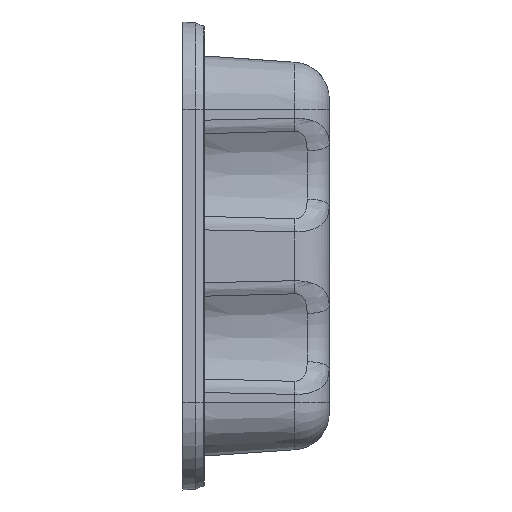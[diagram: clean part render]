
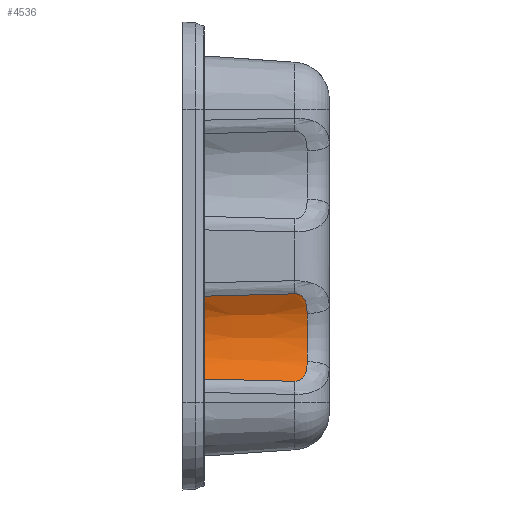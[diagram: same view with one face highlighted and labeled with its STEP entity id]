
A CAD part, left-side view. The second image highlights one B-rep face of the part: STEP entity #4536.
In plain terms, the highlighted conical face has half-angle 4 degrees and reference radius 12.294 mm.
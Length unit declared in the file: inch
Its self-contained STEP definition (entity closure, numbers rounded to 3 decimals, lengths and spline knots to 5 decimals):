
#3995 = VERTEX_POINT ( 'NONE', #15499 ) ;
#3999 = VERTEX_POINT ( 'NONE', #15546 ) ;
#4001 = EDGE_CURVE ( 'NONE', #3995, #3999, #15544, .T. ) ;
#4045 = EDGE_CURVE ( 'NONE', #4067, #3995, #15890, .T. ) ;
#4060 = VERTEX_POINT ( 'NONE', #15974 ) ;
#4062 = EDGE_CURVE ( 'NONE', #3999, #4060, #15971, .T. ) ;
#4067 = VERTEX_POINT ( 'NONE', #16104 ) ;
#4107 = VERTEX_POINT ( 'NONE', #16341 ) ;
#4519 = ORIENTED_EDGE ( 'NONE', *, *, #4001, .T. ) ;
#4520 = ORIENTED_EDGE ( 'NONE', *, *, #4062, .T. ) ;
#4534 = EDGE_CURVE ( 'NONE', #4060, #4107, #19213, .T. ) ;
#4536 = ADVANCED_FACE ( 'NONE', ( #19212 ), #19249, .F. ) ;
#4537 = EDGE_LOOP ( 'NONE', ( #4538, #4539, #4543, #4545, #4519, #4520 ) ) ;
#4538 = ORIENTED_EDGE ( 'NONE', *, *, #4534, .T. ) ;
#4539 = ORIENTED_EDGE ( 'NONE', *, *, #4540, .T. ) ;
#4540 = EDGE_CURVE ( 'NONE', #4107, #4542, #19244, .T. ) ;
#4542 = VERTEX_POINT ( 'NONE', #19239 ) ;
#4543 = ORIENTED_EDGE ( 'NONE', *, *, #4544, .T. ) ;
#4544 = EDGE_CURVE ( 'NONE', #4542, #4067, #19236, .T. ) ;
#4545 = ORIENTED_EDGE ( 'NONE', *, *, #4045, .T. ) ;
#15499 = CARTESIAN_POINT ( 'NONE',  ( -2.46381, -0.84116, -0.71474 ) ) ;
#15540 = DIRECTION ( 'NONE',  ( 0., 0., 1. ) ) ;
#15541 = DIRECTION ( 'NONE',  ( 0., -1., 0. ) ) ;
#15542 = CARTESIAN_POINT ( 'NONE',  ( -2.978, -0.84116, -0.552 ) ) ;
#15543 = AXIS2_PLACEMENT_3D ( 'NONE', #15542, #15541, #15540 ) ;
#15544 = CIRCLE ( 'NONE', #15543, 0.53932 ) ;
#15546 = CARTESIAN_POINT ( 'NONE',  ( -2.46381, -0.84116, -0.38926 ) ) ;
#15860 = CARTESIAN_POINT ( 'NONE',  ( -2.53227, -0.77346, -0.84717 ) ) ;
#15861 = CARTESIAN_POINT ( 'NONE',  ( -2.53366, -0.76552, -0.84824 ) ) ;
#15862 = CARTESIAN_POINT ( 'NONE',  ( -2.5342, -0.75744, -0.84803 ) ) ;
#15890 = B_SPLINE_CURVE_WITH_KNOTS ( 'NONE', 3,
 ( #15862, #15861, #15860, #15922, #15921, #15920, #15919, #15918, #15917, #15916, #15915, #15914, #15913, #15912 ),
 .UNSPECIFIED., .F., .F.,
 ( 4, 2, 2, 2, 2, 2, 4 ),
 ( 0., 0.00062, 0.00123, 0.00185, 0.00247, 0.0037, 0.00493 ),
 .UNSPECIFIED. ) ;
#15912 = CARTESIAN_POINT ( 'NONE',  ( -2.46381, -0.84116, -0.71474 ) ) ;
#15913 = CARTESIAN_POINT ( 'NONE',  ( -2.46863, -0.84116, -0.72995 ) ) ;
#15914 = CARTESIAN_POINT ( 'NONE',  ( -2.4742, -0.84054, -0.74503 ) ) ;
#15915 = CARTESIAN_POINT ( 'NONE',  ( -2.48669, -0.83657, -0.77424 ) ) ;
#15916 = CARTESIAN_POINT ( 'NONE',  ( -2.49371, -0.83319, -0.78855 ) ) ;
#15917 = CARTESIAN_POINT ( 'NONE',  ( -2.50451, -0.82451, -0.80788 ) ) ;
#15918 = CARTESIAN_POINT ( 'NONE',  ( -2.50815, -0.82102, -0.814 ) ) ;
#15919 = CARTESIAN_POINT ( 'NONE',  ( -2.51538, -0.81233, -0.82537 ) ) ;
#15920 = CARTESIAN_POINT ( 'NONE',  ( -2.51892, -0.80718, -0.83054 ) ) ;
#15921 = CARTESIAN_POINT ( 'NONE',  ( -2.52529, -0.79514, -0.83921 ) ) ;
#15922 = CARTESIAN_POINT ( 'NONE',  ( -2.52804, -0.7884, -0.8426 ) ) ;
#15951 = CARTESIAN_POINT ( 'NONE',  ( -2.52802, -0.78844, -0.26142 ) ) ;
#15952 = CARTESIAN_POINT ( 'NONE',  ( -2.52519, -0.79534, -0.26491 ) ) ;
#15953 = CARTESIAN_POINT ( 'NONE',  ( -2.51885, -0.80729, -0.27356 ) ) ;
#15954 = CARTESIAN_POINT ( 'NONE',  ( -2.51528, -0.81248, -0.27878 ) ) ;
#15955 = CARTESIAN_POINT ( 'NONE',  ( -2.50804, -0.82114, -0.29019 ) ) ;
#15956 = CARTESIAN_POINT ( 'NONE',  ( -2.50438, -0.82464, -0.29634 ) ) ;
#15957 = CARTESIAN_POINT ( 'NONE',  ( -2.49711, -0.83044, -0.30938 ) ) ;
#15958 = CARTESIAN_POINT ( 'NONE',  ( -2.49351, -0.83273, -0.31628 ) ) ;
#15959 = CARTESIAN_POINT ( 'NONE',  ( -2.48669, -0.8363, -0.33024 ) ) ;
#15960 = CARTESIAN_POINT ( 'NONE',  ( -2.48344, -0.83761, -0.33736 ) ) ;
#15961 = CARTESIAN_POINT ( 'NONE',  ( -2.47417, -0.84053, -0.35905 ) ) ;
#15962 = CARTESIAN_POINT ( 'NONE',  ( -2.46864, -0.84116, -0.37403 ) ) ;
#15963 = CARTESIAN_POINT ( 'NONE',  ( -2.46381, -0.84116, -0.38926 ) ) ;
#15971 = B_SPLINE_CURVE_WITH_KNOTS ( 'NONE', 3,
 ( #15963, #15962, #15961, #15960, #15959, #15958, #15957, #15956, #15955, #15954, #15953, #15952, #15951, #16000, #15999, #15998 ),
 .UNSPECIFIED., .F., .F.,
 ( 4, 2, 2, 2, 2, 2, 2, 4 ),
 ( 0.0135, 0.01473, 0.01535, 0.01596, 0.01658, 0.0172, 0.01781, 0.01843 ),
 .UNSPECIFIED. ) ;
#15974 = CARTESIAN_POINT ( 'NONE',  ( -2.5342, -0.75744, -0.25597 ) ) ;
#15998 = CARTESIAN_POINT ( 'NONE',  ( -2.5342, -0.75744, -0.25597 ) ) ;
#15999 = CARTESIAN_POINT ( 'NONE',  ( -2.53366, -0.76556, -0.25576 ) ) ;
#16000 = CARTESIAN_POINT ( 'NONE',  ( -2.53226, -0.77352, -0.25684 ) ) ;
#16104 = CARTESIAN_POINT ( 'NONE',  ( -2.5342, -0.75744, -0.84803 ) ) ;
#16341 = CARTESIAN_POINT ( 'NONE',  ( -2.57975, -0.07791, -0.27353 ) ) ;
#19201 = CARTESIAN_POINT ( 'NONE',  ( -2.57975, -0.07791, -0.27353 ) ) ;
#19202 = CARTESIAN_POINT ( 'NONE',  ( -2.57172, -0.19803, -0.27035 ) ) ;
#19203 = CARTESIAN_POINT ( 'NONE',  ( -2.56368, -0.31814, -0.26721 ) ) ;
#19204 = CARTESIAN_POINT ( 'NONE',  ( -2.55563, -0.43826, -0.26411 ) ) ;
#19205 = CARTESIAN_POINT ( 'NONE',  ( -2.5485, -0.54465, -0.26137 ) ) ;
#19206 = CARTESIAN_POINT ( 'NONE',  ( -2.54136, -0.65105, -0.25865 ) ) ;
#19207 = CARTESIAN_POINT ( 'NONE',  ( -2.5342, -0.75744, -0.25597 ) ) ;
#19212 = FACE_OUTER_BOUND ( 'NONE', #4537, .T. ) ;
#19213 = B_SPLINE_CURVE_WITH_KNOTS ( 'NONE', 3,
 ( #19207, #19206, #19205, #19204, #19203, #19202, #19201 ),
 .UNSPECIFIED., .F., .F.,
 ( 4, 3, 4 ),
 ( 0., 0.00813, 0.0173 ),
 .UNSPECIFIED. ) ;
#19224 = CARTESIAN_POINT ( 'NONE',  ( -2.5342, -0.75744, -0.84803 ) ) ;
#19225 = CARTESIAN_POINT ( 'NONE',  ( -2.5429, -0.62802, -0.84477 ) ) ;
#19226 = CARTESIAN_POINT ( 'NONE',  ( -2.55159, -0.4986, -0.84146 ) ) ;
#19227 = CARTESIAN_POINT ( 'NONE',  ( -2.56026, -0.36918, -0.8381 ) ) ;
#19228 = CARTESIAN_POINT ( 'NONE',  ( -2.56677, -0.27209, -0.83558 ) ) ;
#19229 = CARTESIAN_POINT ( 'NONE',  ( -2.57326, -0.175, -0.83304 ) ) ;
#19230 = CARTESIAN_POINT ( 'NONE',  ( -2.57975, -0.07791, -0.83047 ) ) ;
#19236 = B_SPLINE_CURVE_WITH_KNOTS ( 'NONE', 3,
 ( #19230, #19229, #19228, #19227, #19226, #19225, #19224 ),
 .UNSPECIFIED., .F., .F.,
 ( 4, 3, 4 ),
 ( 0.00071, 0.00813, 0.01802 ),
 .UNSPECIFIED. ) ;
#19239 = CARTESIAN_POINT ( 'NONE',  ( -2.57975, -0.07791, -0.83047 ) ) ;
#19240 = DIRECTION ( 'NONE',  ( 0., 0., 1. ) ) ;
#19242 = DIRECTION ( 'NONE',  ( 0., 1., 0. ) ) ;
#19243 = AXIS2_PLACEMENT_3D ( 'NONE', #19250, #19242, #19240 ) ;
#19244 = CIRCLE ( 'NONE', #19243, 0.48595 ) ;
#19245 = DIRECTION ( 'NONE',  ( 0., 0., 1. ) ) ;
#19246 = DIRECTION ( 'NONE',  ( 0., -1., 0. ) ) ;
#19247 = CARTESIAN_POINT ( 'NONE',  ( -2.978, -0.05, -0.552 ) ) ;
#19248 = AXIS2_PLACEMENT_3D ( 'NONE', #19247, #19246, #19245 ) ;
#19249 = CONICAL_SURFACE ( 'NONE', #19248, 0.484, 0.07 ) ;
#19250 = CARTESIAN_POINT ( 'NONE',  ( -2.978, -0.07791, -0.552 ) ) ;
